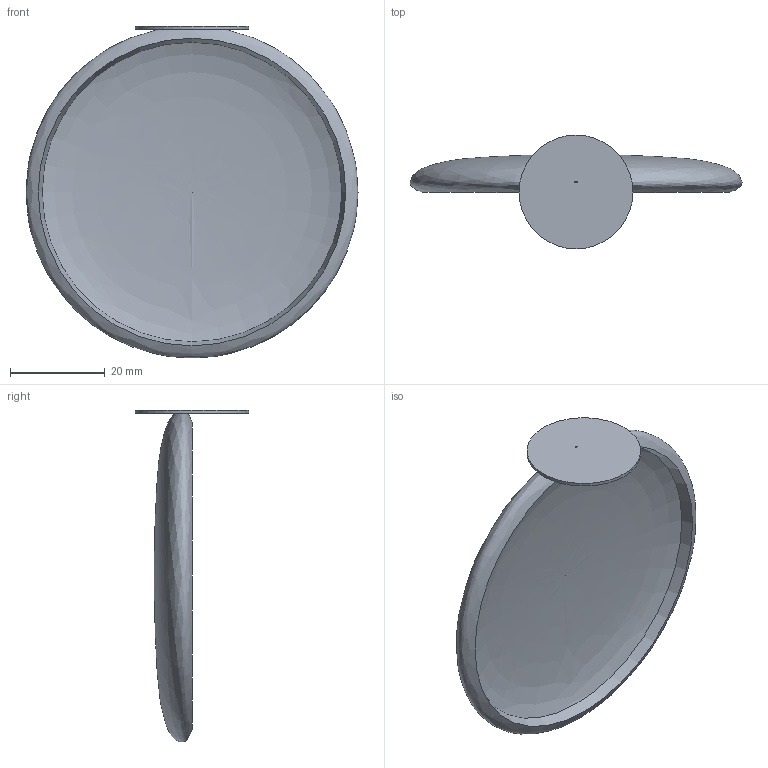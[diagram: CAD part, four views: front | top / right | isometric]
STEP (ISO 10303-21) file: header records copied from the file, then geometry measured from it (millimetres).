
FILE_DESCRIPTION(/* description */ (''),/* implementation_level */ '2;1');
FILE_NAME(/* name */ 'SDG-Fox-Silk-66.step',/* time_stamp */ '2023-04-04T12:47:30-07:00',/* author */ (''),/* organization */ (''),/* preprocessor_version */ 'ST-DEVELOPER v19.2',/* originating_system */ 'Autodesk Translation Framework v11.17.0.187',/* authorisation */ '');
FILE_SCHEMA (('AUTOMOTIVE_DESIGN { 1 0 10303 214 3 1 1 }'));
Length unit declared in the file: millimetre
Products named in the file (2): Small Disc Golf Set; Disc 9-70mm
Assembly tree (1 placements, depth 2):
  Small Disc Golf Set
    Disc 9-70mm
Bounding box: 70 x 24 x 70 mm (x, y, z)
Volume: 10843.9 mm3; surface area: 9723.6 mm2
Topology: 1 solids, 1 shells, 8 faces, 16 edges, 11 vertices
Faces by surface type: bspline 4, plane 2, cylinder 1, cone 1
Full cylindrical faces by diameter (mm): 24 x1
Entity records: 1079 total; most frequent: CARTESIAN_POINT 884, DIRECTION 30, ORIENTED_EDGE 28, EDGE_CURVE 14, AXIS2_PLACEMENT_3D 14, EDGE_LOOP 11, VERTEX_POINT 11, FACE_OUTER_BOUND 8
